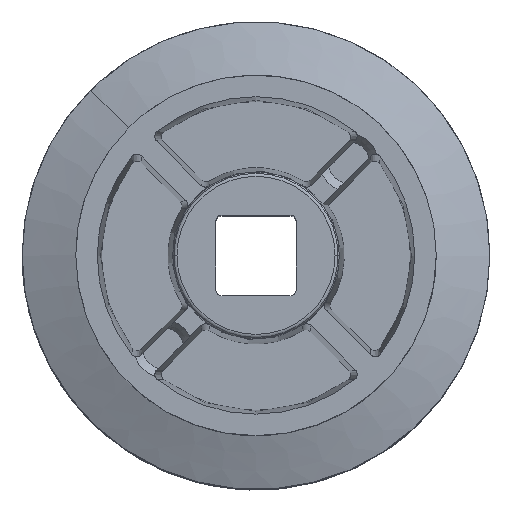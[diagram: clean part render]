
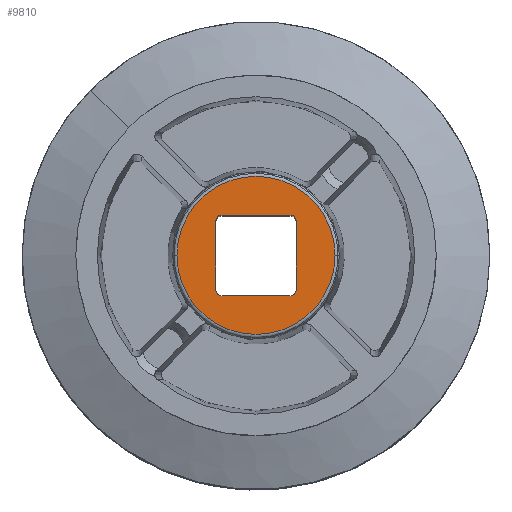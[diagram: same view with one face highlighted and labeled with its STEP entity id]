
A CAD part, top view. The second image highlights one B-rep face of the part: STEP entity #9810.
In plain terms, the highlighted planar face has unit normal (0, 0, 1).
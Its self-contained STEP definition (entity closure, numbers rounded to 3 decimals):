
#3908=CARTESIAN_POINT('',(0.,0.,29.2));
#3909=DIRECTION('',(0.,0.,1.));
#3910=DIRECTION('',(-1.,0.,0.));
#3911=AXIS2_PLACEMENT_3D('',#3908,#3909,#3910);
#3916=CARTESIAN_POINT('',(0.,0.,29.2));
#3917=DIRECTION('',(0.,0.,1.));
#3918=DIRECTION('',(1.,0.,0.));
#3919=AXIS2_PLACEMENT_3D('',#3916,#3917,#3918);
#3924=DIRECTION('',(0.,-1.,0.));
#3925=VECTOR('',#3924,3.15);
#3926=CARTESIAN_POINT('',(1.875,1.575,29.2));
#3927=LINE('',#3926,#3925);
#3931=CARTESIAN_POINT('',(1.575,1.575,29.2));
#3932=DIRECTION('',(0.,0.,-1.));
#3933=DIRECTION('',(0.,1.,0.));
#3934=AXIS2_PLACEMENT_3D('',#3931,#3932,#3933);
#3939=DIRECTION('',(1.,0.,0.));
#3940=VECTOR('',#3939,3.15);
#3941=CARTESIAN_POINT('',(-1.575,1.875,29.2));
#3942=LINE('',#3941,#3940);
#3946=CARTESIAN_POINT('',(-1.575,1.575,29.2));
#3947=DIRECTION('',(0.,0.,-1.));
#3948=DIRECTION('',(-1.,0.,0.));
#3949=AXIS2_PLACEMENT_3D('',#3946,#3947,#3948);
#3954=DIRECTION('',(0.,1.,0.));
#3955=VECTOR('',#3954,3.15);
#3956=CARTESIAN_POINT('',(-1.875,-1.575,29.2));
#3957=LINE('',#3956,#3955);
#3961=CARTESIAN_POINT('',(-1.575,-1.575,29.2));
#3962=DIRECTION('',(0.,0.,-1.));
#3963=DIRECTION('',(0.,-1.,0.));
#3964=AXIS2_PLACEMENT_3D('',#3961,#3962,#3963);
#3969=DIRECTION('',(-1.,0.,0.));
#3970=VECTOR('',#3969,3.15);
#3971=CARTESIAN_POINT('',(1.575,-1.875,29.2));
#3972=LINE('',#3971,#3970);
#3976=CARTESIAN_POINT('',(1.575,-1.575,29.2));
#3977=DIRECTION('',(0.,0.,-1.));
#3978=DIRECTION('',(1.,0.,0.));
#3979=AXIS2_PLACEMENT_3D('',#3976,#3977,#3978);
#5351=CARTESIAN_POINT('',(-1.875,1.575,29.2));
#5352=CARTESIAN_POINT('',(-1.575,1.875,29.2));
#5353=VERTEX_POINT('',#5351);
#5354=VERTEX_POINT('',#5352);
#5355=CARTESIAN_POINT('',(1.575,1.875,29.2));
#5356=VERTEX_POINT('',#5355);
#5365=CARTESIAN_POINT('',(1.875,1.575,29.2));
#5366=VERTEX_POINT('',#5365);
#5401=CARTESIAN_POINT('',(1.875,-1.575,29.2));
#5402=VERTEX_POINT('',#5401);
#5403=CARTESIAN_POINT('',(1.575,-1.875,29.2));
#5404=VERTEX_POINT('',#5403);
#5405=CARTESIAN_POINT('',(-1.575,-1.875,29.2));
#5406=VERTEX_POINT('',#5405);
#5407=CARTESIAN_POINT('',(-1.875,-1.575,29.2));
#5408=VERTEX_POINT('',#5407);
#5677=CARTESIAN_POINT('',(3.673,0.,29.2));
#5678=VERTEX_POINT('',#5677);
#5679=CARTESIAN_POINT('',(-3.673,0.,29.2));
#5680=VERTEX_POINT('',#5679);
#9782=CARTESIAN_POINT('',(0.,0.,29.2));
#9783=DIRECTION('',(0.,0.,1.));
#9784=DIRECTION('',(1.,0.,0.));
#9785=AXIS2_PLACEMENT_3D('',#9782,#9783,#9784);
#9786=PLANE('',#9785);
#9788=ORIENTED_EDGE('',*,*,#9787,.F.);
#9790=ORIENTED_EDGE('',*,*,#9789,.F.);
#9791=EDGE_LOOP('',(#9788,#9790));
#9792=FACE_OUTER_BOUND('',#9791,.F.);
#9794=ORIENTED_EDGE('',*,*,#9793,.F.);
#9796=ORIENTED_EDGE('',*,*,#9795,.F.);
#9798=ORIENTED_EDGE('',*,*,#9797,.F.);
#9800=ORIENTED_EDGE('',*,*,#9799,.F.);
#9802=ORIENTED_EDGE('',*,*,#9801,.F.);
#9804=ORIENTED_EDGE('',*,*,#9803,.F.);
#9806=ORIENTED_EDGE('',*,*,#9805,.F.);
#9807=ORIENTED_EDGE('',*,*,#9765,.F.);
#9808=EDGE_LOOP('',(#9794,#9796,#9798,#9800,#9802,#9804,#9806,#9807));
#9809=FACE_BOUND('',#9808,.F.);
#3912=CIRCLE('',#3911,3.673);
#3920=CIRCLE('',#3919,3.673);
#3935=CIRCLE('',#3934,0.3);
#3950=CIRCLE('',#3949,0.3);
#3965=CIRCLE('',#3964,0.3);
#3980=CIRCLE('',#3979,0.3);
#9765=EDGE_CURVE('',#5402,#5404,#3980,.T.);
#9787=EDGE_CURVE('',#5680,#5678,#3912,.T.);
#9789=EDGE_CURVE('',#5678,#5680,#3920,.T.);
#9793=EDGE_CURVE('',#5366,#5402,#3927,.T.);
#9795=EDGE_CURVE('',#5356,#5366,#3935,.T.);
#9797=EDGE_CURVE('',#5354,#5356,#3942,.T.);
#9799=EDGE_CURVE('',#5353,#5354,#3950,.T.);
#9801=EDGE_CURVE('',#5408,#5353,#3957,.T.);
#9803=EDGE_CURVE('',#5406,#5408,#3965,.T.);
#9805=EDGE_CURVE('',#5404,#5406,#3972,.T.);
#9810=ADVANCED_FACE('',(#9792,#9809),#9786,.T.);
